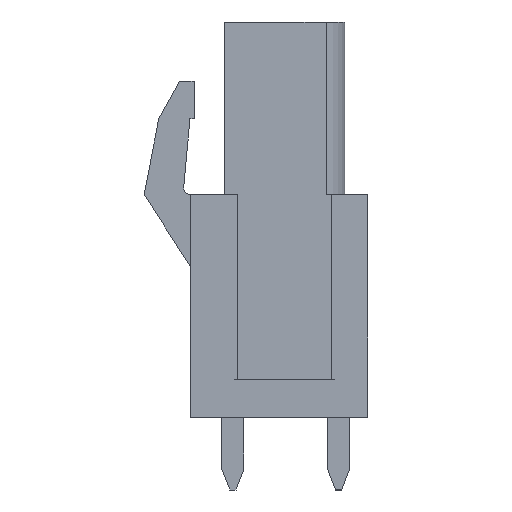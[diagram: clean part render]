
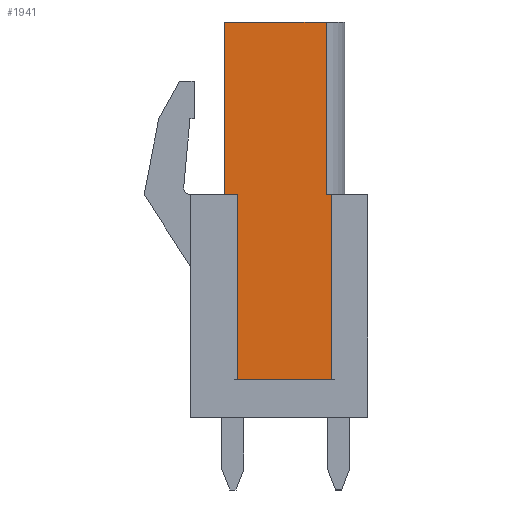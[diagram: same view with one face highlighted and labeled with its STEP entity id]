
A CAD part, left-side view. The second image highlights one B-rep face of the part: STEP entity #1941.
In plain terms, the highlighted planar face has unit normal (-1, 0, 0).
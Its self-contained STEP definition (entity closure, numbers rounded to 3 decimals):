
#1941 = ADVANCED_FACE( '', ( #3933 ), #3934, .T. );
#3933 = FACE_OUTER_BOUND( '', #5938, .T. );
#3934 = PLANE( '', #5939 );
#5938 = EDGE_LOOP( '', ( #11688, #11689, #11690, #11691, #11692, #11693, #11694 ) );
#5939 = AXIS2_PLACEMENT_3D( '', #11695, #11696, #11697 );
#11688 = ORIENTED_EDGE( '', *, *, #12982, .T. );
#11689 = ORIENTED_EDGE( '', *, *, #14380, .T. );
#11690 = ORIENTED_EDGE( '', *, *, #14221, .T. );
#11691 = ORIENTED_EDGE( '', *, *, #14056, .T. );
#11692 = ORIENTED_EDGE( '', *, *, #14602, .T. );
#11693 = ORIENTED_EDGE( '', *, *, #13006, .F. );
#11694 = ORIENTED_EDGE( '', *, *, #14603, .F. );
#11695 = CARTESIAN_POINT( '', ( -29.53, 0., 0. ) );
#11696 = DIRECTION( '', ( -1., 0., 0. ) );
#11697 = DIRECTION( '', ( 0., 0., 1. ) );
#12982 = EDGE_CURVE( '', #15982, #15980, #15983, .T. );
#13006 = EDGE_CURVE( '', #16018, #16021, #16022, .T. );
#14056 = EDGE_CURVE( '', #17571, #17573, #17575, .T. );
#14221 = EDGE_CURVE( '', #17782, #17571, #17783, .T. );
#14380 = EDGE_CURVE( '', #15980, #17782, #17974, .T. );
#14602 = EDGE_CURVE( '', #17573, #16021, #18220, .T. );
#14603 = EDGE_CURVE( '', #15982, #16018, #18221, .T. );
#15980 = VERTEX_POINT( '', #20236 );
#15982 = VERTEX_POINT( '', #20239 );
#15983 = LINE( '', #20240, #20241 );
#16018 = VERTEX_POINT( '', #20296 );
#16021 = VERTEX_POINT( '', #20300 );
#16022 = LINE( '', #20301, #20302 );
#17571 = VERTEX_POINT( '', #22592 );
#17573 = VERTEX_POINT( '', #22595 );
#17575 = LINE( '', #22598, #22599 );
#17782 = VERTEX_POINT( '', #22914 );
#17783 = LINE( '', #22915, #22916 );
#17974 = LINE( '', #23202, #23203 );
#18220 = LINE( '', #23575, #23576 );
#18221 = LINE( '', #23577, #23578 );
#20236 = CARTESIAN_POINT( '', ( -29.53, -2.25, 0. ) );
#20239 = CARTESIAN_POINT( '', ( -29.53, -3.15, 0. ) );
#20240 = CARTESIAN_POINT( '', ( -29.53, 0., 0. ) );
#20241 = VECTOR( '', #24377, 1000. );
#20296 = CARTESIAN_POINT( '', ( -29.53, -3.15, -8.9 ) );
#20300 = CARTESIAN_POINT( '', ( -29.53, 2.65, -8.9 ) );
#20301 = CARTESIAN_POINT( '', ( -29.53, -4.25, -8.9 ) );
#20302 = VECTOR( '', #24406, 1000. );
#22592 = CARTESIAN_POINT( '', ( -29.53, 2.65, 8.3 ) );
#22595 = CARTESIAN_POINT( '', ( -29.53, 2.65, 0. ) );
#22598 = CARTESIAN_POINT( '', ( -29.53, 2.65, 8.3 ) );
#22599 = VECTOR( '', #25399, 1000. );
#22914 = CARTESIAN_POINT( '', ( -29.53, -2.25, 8.3 ) );
#22915 = CARTESIAN_POINT( '', ( -29.53, -3.15, 8.3 ) );
#22916 = VECTOR( '', #25523, 1000. );
#23202 = CARTESIAN_POINT( '', ( -29.53, -2.25, 0. ) );
#23203 = VECTOR( '', #25637, 1000. );
#23575 = CARTESIAN_POINT( '', ( -29.53, 2.65, 0. ) );
#23576 = VECTOR( '', #25766, 1000. );
#23577 = CARTESIAN_POINT( '', ( -29.53, -3.15, 0. ) );
#23578 = VECTOR( '', #25767, 1000. );
#24377 = DIRECTION( '', ( 0., 1., 0. ) );
#24406 = DIRECTION( '', ( 0., 1., 0. ) );
#25399 = DIRECTION( '', ( 0., 0., -1. ) );
#25523 = DIRECTION( '', ( 0., 1., 0. ) );
#25637 = DIRECTION( '', ( 0., 0., 1. ) );
#25766 = DIRECTION( '', ( 0., 0., -1. ) );
#25767 = DIRECTION( '', ( 0., 0., -1. ) );
